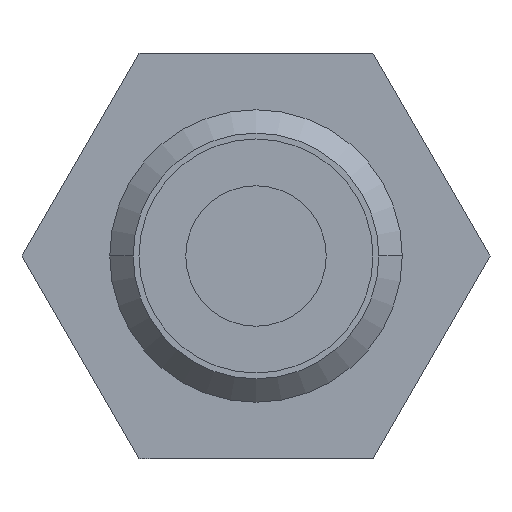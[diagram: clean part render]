
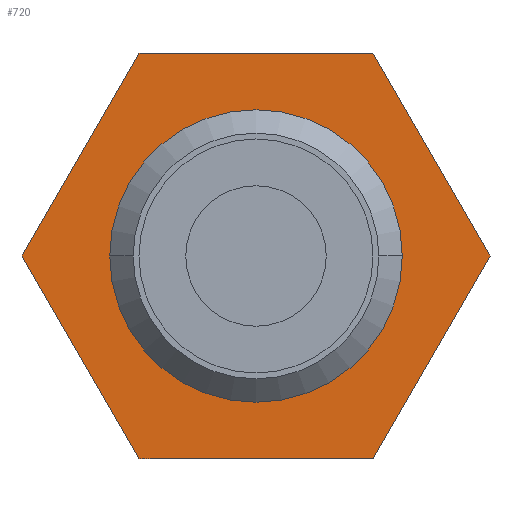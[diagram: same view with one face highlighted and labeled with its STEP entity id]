
A CAD part, front view. The second image highlights one B-rep face of the part: STEP entity #720.
In plain terms, the highlighted planar face has unit normal (0, -1, 0).
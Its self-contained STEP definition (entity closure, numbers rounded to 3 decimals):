
#345=CARTESIAN_POINT('',(6.25,1000.0,0.));
#346=VERTEX_POINT('',#345);
#355=CARTESIAN_POINT('',(-6.25,1000.0,0.));
#356=VERTEX_POINT('',#355);
#357=CARTESIAN_POINT('',(0.,1000.0,0.));
#358=DIRECTION('',(0.0,1.0,0.0));
#359=DIRECTION('',(1.0,0.0,0.0));
#360=AXIS2_PLACEMENT_3D('',#357,#358,#359);
#361=CIRCLE('',#360,6.25);
#362=EDGE_CURVE('',#356,#346,#361,.T.);
#483=CARTESIAN_POINT('',(0.,1000.0,0.));
#484=DIRECTION('',(0.0,1.0,0.0));
#485=DIRECTION('',(1.0,0.0,0.0));
#486=AXIS2_PLACEMENT_3D('',#483,#484,#485);
#487=CIRCLE('',#486,6.25);
#488=EDGE_CURVE('',#346,#356,#487,.T.);
#565=CARTESIAN_POINT('',(-10.,1000.0,0.));
#566=VERTEX_POINT('',#565);
#573=CARTESIAN_POINT('',(-5.,1000.0,8.66));
#574=VERTEX_POINT('',#573);
#575=CARTESIAN_POINT('',(-10.,1000.0,0.));
#576=DIRECTION('',(0.5,0.0,0.866));
#577=VECTOR('',#576,10.);
#578=LINE('',#575,#577);
#579=EDGE_CURVE('',#566,#574,#578,.T.);
#596=CARTESIAN_POINT('',(-5.,1000.0,-8.66));
#597=VERTEX_POINT('',#596);
#604=CARTESIAN_POINT('',(-5.,1000.0,-8.66));
#605=DIRECTION('',(-0.5,0.0,0.866));
#606=VECTOR('',#605,10.);
#607=LINE('',#604,#606);
#608=EDGE_CURVE('',#597,#566,#607,.T.);
#620=CARTESIAN_POINT('',(5.,1000.0,-8.66));
#621=VERTEX_POINT('',#620);
#628=CARTESIAN_POINT('',(5.,1000.0,-8.66));
#629=DIRECTION('',(-1.0,0.0,0.0));
#630=VECTOR('',#629,10.);
#631=LINE('',#628,#630);
#632=EDGE_CURVE('',#621,#597,#631,.T.);
#644=CARTESIAN_POINT('',(10.,1000.0,0.));
#645=VERTEX_POINT('',#644);
#652=CARTESIAN_POINT('',(10.,1000.0,0.));
#653=DIRECTION('',(-0.5,0.0,-0.866));
#654=VECTOR('',#653,10.);
#655=LINE('',#652,#654);
#656=EDGE_CURVE('',#645,#621,#655,.T.);
#668=CARTESIAN_POINT('',(5.,1000.0,8.66));
#669=VERTEX_POINT('',#668);
#676=CARTESIAN_POINT('',(5.,1000.0,8.66));
#677=DIRECTION('',(0.5,0.0,-0.866));
#678=VECTOR('',#677,10.);
#679=LINE('',#676,#678);
#680=EDGE_CURVE('',#669,#645,#679,.T.);
#693=CARTESIAN_POINT('',(-5.,1000.0,8.66));
#694=DIRECTION('',(1.0,0.0,0.0));
#695=VECTOR('',#694,10.);
#696=LINE('',#693,#695);
#697=EDGE_CURVE('',#574,#669,#696,.T.);
#703=CARTESIAN_POINT('',(0.,1000.0,0.));
#704=DIRECTION('',(0.0,1.0,0.0));
#705=DIRECTION('',(1.0,0.0,0.0));
#706=AXIS2_PLACEMENT_3D('',#703,#704,#705);
#707=PLANE('',#706);
#708=ORIENTED_EDGE('',*,*,#697,.F.);
#709=ORIENTED_EDGE('',*,*,#579,.F.);
#710=ORIENTED_EDGE('',*,*,#608,.F.);
#711=ORIENTED_EDGE('',*,*,#632,.F.);
#712=ORIENTED_EDGE('',*,*,#656,.F.);
#713=ORIENTED_EDGE('',*,*,#680,.F.);
#714=EDGE_LOOP('',(#708,#709,#710,#711,#712,#713));
#715=FACE_OUTER_BOUND('',#714,.T.);
#716=ORIENTED_EDGE('',*,*,#488,.T.);
#717=ORIENTED_EDGE('',*,*,#362,.T.);
#718=EDGE_LOOP('',(#716,#717));
#719=FACE_BOUND('',#718,.T.);
#720=ADVANCED_FACE('',(#715,#719),#707,.F.);
